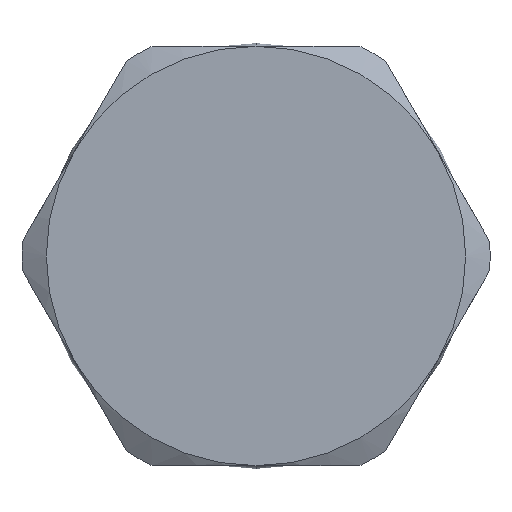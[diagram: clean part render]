
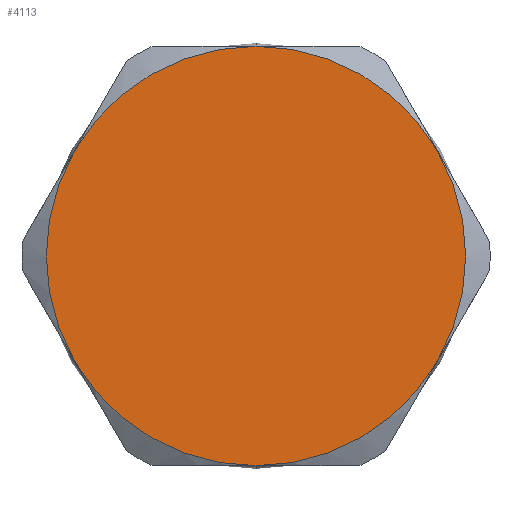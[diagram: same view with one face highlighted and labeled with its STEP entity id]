
A CAD part, left-side view. The second image highlights one B-rep face of the part: STEP entity #4113.
In plain terms, the highlighted planar face has unit normal (-1, 0, 0).
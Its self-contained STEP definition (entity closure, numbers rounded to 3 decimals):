
#187 = DIRECTION ( 'NONE',  ( 0., 0., -1. ) ) ;
#188 = DIRECTION ( 'NONE',  ( 1., 0., 0. ) ) ;
#189 = CARTESIAN_POINT ( 'NONE',  ( 0., 0., 0. ) ) ;
#190 = DIRECTION ( 'NONE',  ( 0., 0., -1. ) ) ;
#199 = CARTESIAN_POINT ( 'NONE',  ( 0., 0., 0. ) ) ;
#200 = DIRECTION ( 'NONE',  ( 1., 0., 0. ) ) ;
#201 = DIRECTION ( 'NONE',  ( 0., 0., -1. ) ) ;
#202 = CARTESIAN_POINT ( 'NONE',  ( 0., 0., 0. ) ) ;
#203 = DIRECTION ( 'NONE',  ( -1., 0., 0. ) ) ;
#204 = DIRECTION ( 'NONE',  ( 0., 0., 1. ) ) ;
#205 = CARTESIAN_POINT ( 'NONE',  ( 0., 0., 0. ) ) ;
#206 = DIRECTION ( 'NONE',  ( 1., 0., 0. ) ) ;
#207 = DIRECTION ( 'NONE',  ( 0., 0., -1. ) ) ;
#208 = CARTESIAN_POINT ( 'NONE',  ( 0., 0., 0. ) ) ;
#209 = DIRECTION ( 'NONE',  ( 1., 0., 0. ) ) ;
#210 = DIRECTION ( 'NONE',  ( 0., 0., -1. ) ) ;
#211 = CARTESIAN_POINT ( 'NONE',  ( 0., 0., 0. ) ) ;
#212 = DIRECTION ( 'NONE',  ( 1., 0., 0. ) ) ;
#306 = ORIENTED_EDGE ( 'NONE', *, *, #2221, .F. ) ;
#317 = ORIENTED_EDGE ( 'NONE', *, *, #2222, .T. ) ;
#353 = ORIENTED_EDGE ( 'NONE', *, *, #2224, .F. ) ;
#356 = ORIENTED_EDGE ( 'NONE', *, *, #2225, .F. ) ;
#432 = ORIENTED_EDGE ( 'NONE', *, *, #2226, .F. ) ;
#448 = ORIENTED_EDGE ( 'NONE', *, *, #2223, .F. ) ;
#1353 = CARTESIAN_POINT ( 'NONE',  ( 0., -12.829, 0. ) ) ;
#1354 = PLANE ( 'NONE',  #6858 ) ;
#1358 = DIRECTION ( 'NONE',  ( 1., 0., 0. ) ) ;
#1359 = DIRECTION ( 'NONE',  ( 0., 0., -1. ) ) ;
#1848 = FACE_OUTER_BOUND ( 'NONE', #4730, .T. ) ;
#2202 = AXIS2_PLACEMENT_3D ( 'NONE', #199, #200, #201 ) ;
#2203 = AXIS2_PLACEMENT_3D ( 'NONE', #202, #203, #204 ) ;
#2204 = AXIS2_PLACEMENT_3D ( 'NONE', #205, #206, #207 ) ;
#2205 = AXIS2_PLACEMENT_3D ( 'NONE', #208, #209, #210 ) ;
#2206 = AXIS2_PLACEMENT_3D ( 'NONE', #211, #212, #190 ) ;
#2207 = AXIS2_PLACEMENT_3D ( 'NONE', #189, #188, #187 ) ;
#2221 = EDGE_CURVE ( 'NONE', #5069, #5226, #4535, .T. ) ;
#2222 = EDGE_CURVE ( 'NONE', #5179, #5226, #4487, .T. ) ;
#2223 = EDGE_CURVE ( 'NONE', #5179, #4571, #4546, .T. ) ;
#2224 = EDGE_CURVE ( 'NONE', #4571, #5070, #4509, .T. ) ;
#2225 = EDGE_CURVE ( 'NONE', #5070, #5058, #4545, .T. ) ;
#2226 = EDGE_CURVE ( 'NONE', #5058, #5069, #4538, .T. ) ;
#4113 = ADVANCED_FACE ( 'NONE', ( #1848 ), #1354, .F. ) ;
#4487 = CIRCLE ( 'NONE', #2203, 11.11 ) ;
#4509 = CIRCLE ( 'NONE', #2205, 11.11 ) ;
#4535 = CIRCLE ( 'NONE', #2202, 11.11 ) ;
#4538 = CIRCLE ( 'NONE', #2207, 11.11 ) ;
#4545 = CIRCLE ( 'NONE', #2206, 11.11 ) ;
#4546 = CIRCLE ( 'NONE', #2204, 11.11 ) ;
#4571 = VERTEX_POINT ( 'NONE', #6181 ) ;
#4730 = EDGE_LOOP ( 'NONE', ( #432, #356, #353, #448, #317, #306 ) ) ;
#5058 = VERTEX_POINT ( 'NONE', #6307 ) ;
#5069 = VERTEX_POINT ( 'NONE', #6318 ) ;
#5070 = VERTEX_POINT ( 'NONE', #6319 ) ;
#5179 = VERTEX_POINT ( 'NONE', #6379 ) ;
#5226 = VERTEX_POINT ( 'NONE', #6402 ) ;
#6181 = CARTESIAN_POINT ( 'NONE',  ( 0., -9.622, 5.555 ) ) ;
#6307 = CARTESIAN_POINT ( 'NONE',  ( 0., 0., -11.11 ) ) ;
#6318 = CARTESIAN_POINT ( 'NONE',  ( 0., 9.622, -5.555 ) ) ;
#6319 = CARTESIAN_POINT ( 'NONE',  ( 0., -9.622, -5.555 ) ) ;
#6379 = CARTESIAN_POINT ( 'NONE',  ( 0., 0., 11.11 ) ) ;
#6402 = CARTESIAN_POINT ( 'NONE',  ( 0., 9.622, 5.555 ) ) ;
#6858 = AXIS2_PLACEMENT_3D ( 'NONE', #1353, #1358, #1359 ) ;
